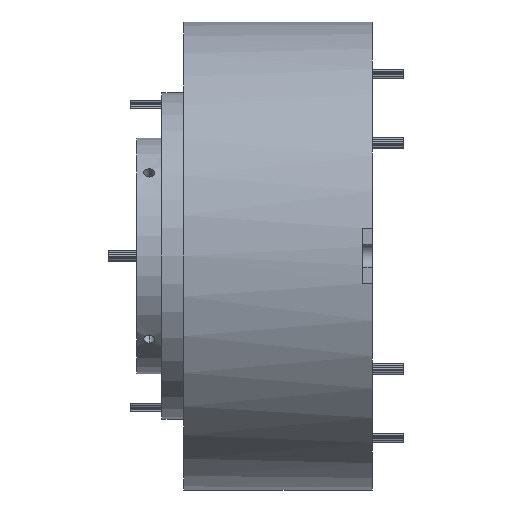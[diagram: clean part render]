
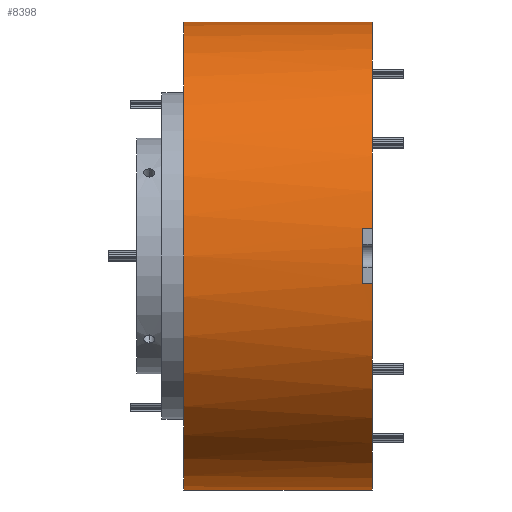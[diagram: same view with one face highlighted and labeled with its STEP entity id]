
A CAD part, front view. The second image highlights one B-rep face of the part: STEP entity #8398.
In plain terms, the highlighted cylindrical face has radius 149 mm (diameter 298 mm), a partial arc.
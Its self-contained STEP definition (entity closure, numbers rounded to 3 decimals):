
#89 = DIRECTION ( 'NONE',  ( -1., 0., 0. ) ) ;
#166 = DIRECTION ( 'NONE',  ( 0., 0., 1. ) ) ;
#245 = VERTEX_POINT ( 'NONE', #966 ) ;
#249 = EDGE_CURVE ( 'NONE', #9601, #245, #6016, .T. ) ;
#400 = CIRCLE ( 'NONE', #9331, 149. ) ;
#408 = VERTEX_POINT ( 'NONE', #8279 ) ;
#688 = EDGE_CURVE ( 'NONE', #9387, #6928, #2434, .T. ) ;
#771 = ORIENTED_EDGE ( 'NONE', *, *, #8642, .F. ) ;
#966 = CARTESIAN_POINT ( 'NONE',  ( 150., -147.957, -17.6 ) ) ;
#1030 = ORIENTED_EDGE ( 'NONE', *, *, #4533, .F. ) ;
#1031 = VECTOR ( 'NONE', #9504, 1000. ) ;
#1860 = AXIS2_PLACEMENT_3D ( 'NONE', #8194, #3662, #8923 ) ;
#2223 = LINE ( 'NONE', #6137, #5545 ) ;
#2434 = LINE ( 'NONE', #3148, #3261 ) ;
#2472 = CARTESIAN_POINT ( 'NONE',  ( 143.8, 0., 0. ) ) ;
#2609 = DIRECTION ( 'NONE',  ( 0., 0., 1. ) ) ;
#2634 = EDGE_CURVE ( 'NONE', #4425, #245, #8637, .T. ) ;
#2729 = ORIENTED_EDGE ( 'NONE', *, *, #7786, .T. ) ;
#2842 = CARTESIAN_POINT ( 'NONE',  ( 30., 0., 0. ) ) ;
#3148 = CARTESIAN_POINT ( 'NONE',  ( 0., 0., 149. ) ) ;
#3221 = DIRECTION ( 'NONE',  ( 0., 0., -1. ) ) ;
#3261 = VECTOR ( 'NONE', #89, 1000. ) ;
#3280 = CARTESIAN_POINT ( 'NONE',  ( 150., -147.957, 17.6 ) ) ;
#3601 = DIRECTION ( 'NONE',  ( 0., 0., 1. ) ) ;
#3662 = DIRECTION ( 'NONE',  ( -1., 0., 0. ) ) ;
#3726 = ORIENTED_EDGE ( 'NONE', *, *, #249, .F. ) ;
#3788 = DIRECTION ( 'NONE',  ( -1., 0., 0. ) ) ;
#3877 = AXIS2_PLACEMENT_3D ( 'NONE', #2842, #8132, #3601 ) ;
#4040 = CYLINDRICAL_SURFACE ( 'NONE', #6030, 149. ) ;
#4127 = CARTESIAN_POINT ( 'NONE',  ( 150., 0., 149. ) ) ;
#4254 = VERTEX_POINT ( 'NONE', #3280 ) ;
#4277 = FACE_OUTER_BOUND ( 'NONE', #6320, .T. ) ;
#4305 = ORIENTED_EDGE ( 'NONE', *, *, #5384, .T. ) ;
#4425 = VERTEX_POINT ( 'NONE', #5724 ) ;
#4533 = EDGE_CURVE ( 'NONE', #8837, #6928, #5624, .T. ) ;
#4686 = DIRECTION ( 'NONE',  ( -1., 0., 0. ) ) ;
#5007 = VECTOR ( 'NONE', #5916, 1000. ) ;
#5294 = ORIENTED_EDGE ( 'NONE', *, *, #688, .T. ) ;
#5384 = EDGE_CURVE ( 'NONE', #4254, #9387, #6339, .T. ) ;
#5545 = VECTOR ( 'NONE', #3788, 1000. ) ;
#5624 = CIRCLE ( 'NONE', #3877, 149. ) ;
#5724 = CARTESIAN_POINT ( 'NONE',  ( 150., 0., -149. ) ) ;
#5834 = CARTESIAN_POINT ( 'NONE',  ( 143.8, -147.957, -17.6 ) ) ;
#5916 = DIRECTION ( 'NONE',  ( 1., 0., 0. ) ) ;
#5969 = EDGE_CURVE ( 'NONE', #4425, #8837, #2223, .T. ) ;
#6016 = LINE ( 'NONE', #5834, #1031 ) ;
#6030 = AXIS2_PLACEMENT_3D ( 'NONE', #7774, #7165, #2609 ) ;
#6137 = CARTESIAN_POINT ( 'NONE',  ( 0., 0., -149. ) ) ;
#6320 = EDGE_LOOP ( 'NONE', ( #6543, #7554, #3726, #771, #2729, #4305, #5294, #1030 ) ) ;
#6339 = CIRCLE ( 'NONE', #7394, 149. ) ;
#6543 = ORIENTED_EDGE ( 'NONE', *, *, #5969, .F. ) ;
#6732 = CARTESIAN_POINT ( 'NONE',  ( 143.8, -147.957, -17.6 ) ) ;
#6928 = VERTEX_POINT ( 'NONE', #9324 ) ;
#7043 = LINE ( 'NONE', #9607, #5007 ) ;
#7165 = DIRECTION ( 'NONE',  ( -1., 0., 0. ) ) ;
#7394 = AXIS2_PLACEMENT_3D ( 'NONE', #9183, #4686, #166 ) ;
#7554 = ORIENTED_EDGE ( 'NONE', *, *, #2634, .T. ) ;
#7761 = DIRECTION ( 'NONE',  ( 1., 0., 0. ) ) ;
#7774 = CARTESIAN_POINT ( 'NONE',  ( 0., 0., 0. ) ) ;
#7786 = EDGE_CURVE ( 'NONE', #408, #4254, #7043, .T. ) ;
#8132 = DIRECTION ( 'NONE',  ( -1., 0., 0. ) ) ;
#8194 = CARTESIAN_POINT ( 'NONE',  ( 150., 0., 0. ) ) ;
#8279 = CARTESIAN_POINT ( 'NONE',  ( 143.8, -147.957, 17.6 ) ) ;
#8398 = ADVANCED_FACE ( 'NONE', ( #4277 ), #4040, .T. ) ;
#8637 = CIRCLE ( 'NONE', #1860, 149. ) ;
#8642 = EDGE_CURVE ( 'NONE', #408, #9601, #400, .T. ) ;
#8837 = VERTEX_POINT ( 'NONE', #9565 ) ;
#8923 = DIRECTION ( 'NONE',  ( 0., 0., 1. ) ) ;
#9183 = CARTESIAN_POINT ( 'NONE',  ( 150., 0., 0. ) ) ;
#9324 = CARTESIAN_POINT ( 'NONE',  ( 30., 0., 149. ) ) ;
#9331 = AXIS2_PLACEMENT_3D ( 'NONE', #2472, #7761, #3221 ) ;
#9387 = VERTEX_POINT ( 'NONE', #4127 ) ;
#9504 = DIRECTION ( 'NONE',  ( 1., 0., 0. ) ) ;
#9565 = CARTESIAN_POINT ( 'NONE',  ( 30., 0., -149. ) ) ;
#9601 = VERTEX_POINT ( 'NONE', #6732 ) ;
#9607 = CARTESIAN_POINT ( 'NONE',  ( 143.8, -147.957, 17.6 ) ) ;
